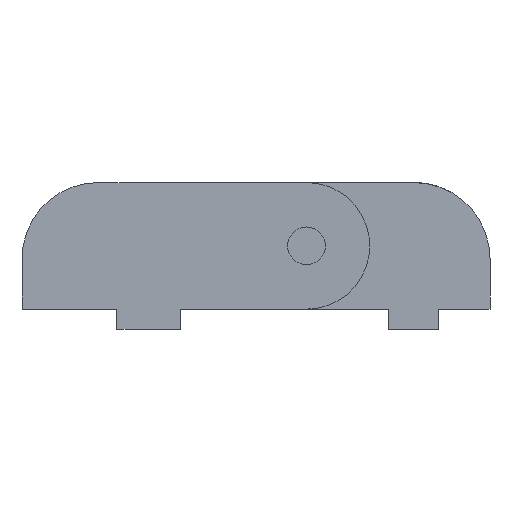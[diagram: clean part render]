
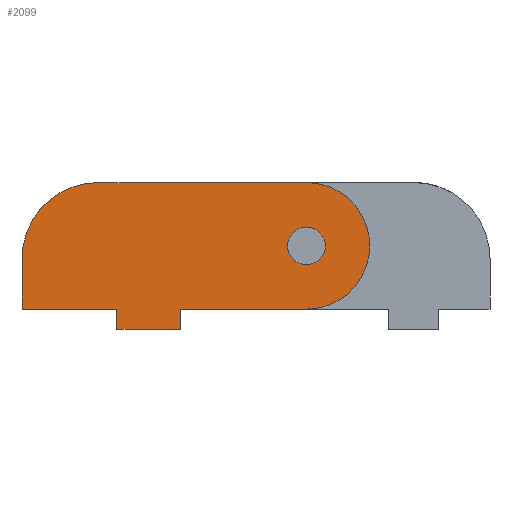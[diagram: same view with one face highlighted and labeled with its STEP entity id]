
A CAD part, front view. The second image highlights one B-rep face of the part: STEP entity #2099.
In plain terms, the highlighted planar face has unit normal (0, -1, 0).
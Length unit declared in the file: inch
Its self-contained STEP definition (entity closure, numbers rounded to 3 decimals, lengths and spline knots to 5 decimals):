
#1562=CARTESIAN_POINT('',(0.87325,-1.125,0.3125));
#1563=VERTEX_POINT('',#1562);
#1579=CARTESIAN_POINT('',(0.68675,-1.125,0.3125));
#1580=VERTEX_POINT('',#1579);
#1587=CARTESIAN_POINT('',(0.78,-1.125,0.3125));
#1588=DIRECTION('',(0.0,1.0,0.0));
#1589=DIRECTION('',(1.0,0.0,0.0));
#1590=AXIS2_PLACEMENT_3D('',#1587,#1588,#1589);
#1591=CIRCLE('',#1590,0.09325);
#1592=EDGE_CURVE('',#1563,#1580,#1591,.T.);
#1749=CARTESIAN_POINT('',(0.78,-1.125,0.3125));
#1750=DIRECTION('',(0.0,1.0,0.0));
#1751=DIRECTION('',(1.0,0.0,0.0));
#1752=AXIS2_PLACEMENT_3D('',#1749,#1750,#1751);
#1753=CIRCLE('',#1752,0.09325);
#1754=EDGE_CURVE('',#1580,#1563,#1753,.T.);
#1772=CARTESIAN_POINT('',(-0.625,-1.125,0.0));
#1773=VERTEX_POINT('',#1772);
#1774=CARTESIAN_POINT('',(-0.625,-1.125,0.25));
#1775=VERTEX_POINT('',#1774);
#1776=CARTESIAN_POINT('',(-0.625,-1.125,0.0));
#1777=DIRECTION('',(0.0,0.0,1.0));
#1778=VECTOR('',#1777,0.25);
#1779=LINE('',#1776,#1778);
#1780=EDGE_CURVE('',#1773,#1775,#1779,.T.);
#1812=CARTESIAN_POINT('',(-0.25,-1.125,0.625));
#1813=VERTEX_POINT('',#1812);
#1814=CARTESIAN_POINT('',(-0.25,-1.125,0.25));
#1815=DIRECTION('',(0.0,1.0,0.0));
#1816=DIRECTION('',(1.0,0.0,0.0));
#1817=AXIS2_PLACEMENT_3D('',#1814,#1815,#1816);
#1818=CIRCLE('',#1817,0.375);
#1819=EDGE_CURVE('',#1775,#1813,#1818,.T.);
#1845=CARTESIAN_POINT('',(0.78,-1.125,0.625));
#1846=VERTEX_POINT('',#1845);
#1847=CARTESIAN_POINT('',(-0.25,-1.125,0.625));
#1848=DIRECTION('',(1.0,0.0,0.0));
#1849=VECTOR('',#1848,1.03);
#1850=LINE('',#1847,#1849);
#1851=EDGE_CURVE('',#1813,#1846,#1850,.T.);
#1880=CARTESIAN_POINT('',(0.78,-1.125,0.));
#1881=VERTEX_POINT('',#1880);
#1882=CARTESIAN_POINT('',(0.78,-1.125,0.3125));
#1883=DIRECTION('',(0.0,1.0,0.0));
#1884=DIRECTION('',(1.0,0.0,0.0));
#1885=AXIS2_PLACEMENT_3D('',#1882,#1883,#1884);
#1886=CIRCLE('',#1885,0.3125);
#1887=EDGE_CURVE('',#1846,#1881,#1886,.T.);
#1913=CARTESIAN_POINT('',(0.156,-1.125,0.0));
#1914=VERTEX_POINT('',#1913);
#1915=CARTESIAN_POINT('',(0.78,-1.125,0.));
#1916=DIRECTION('',(-1.0,0.0,0.0));
#1917=VECTOR('',#1916,0.624);
#1918=LINE('',#1915,#1917);
#1919=EDGE_CURVE('',#1881,#1914,#1918,.T.);
#1944=CARTESIAN_POINT('',(0.156,-1.125,-0.1));
#1945=VERTEX_POINT('',#1944);
#1946=CARTESIAN_POINT('',(0.156,-1.125,0.0));
#1947=DIRECTION('',(0.0,0.0,-1.0));
#1948=VECTOR('',#1947,0.1);
#1949=LINE('',#1946,#1948);
#1950=EDGE_CURVE('',#1914,#1945,#1949,.T.);
#1975=CARTESIAN_POINT('',(-0.156,-1.125,-0.1));
#1976=VERTEX_POINT('',#1975);
#1977=CARTESIAN_POINT('',(0.156,-1.125,-0.1));
#1978=DIRECTION('',(-1.0,0.0,0.0));
#1979=VECTOR('',#1978,0.312);
#1980=LINE('',#1977,#1979);
#1981=EDGE_CURVE('',#1945,#1976,#1980,.T.);
#2010=CARTESIAN_POINT('',(-0.156,-1.125,0.0));
#2011=VERTEX_POINT('',#2010);
#2012=CARTESIAN_POINT('',(-0.156,-1.125,-0.1));
#2013=DIRECTION('',(0.0,0.0,1.0));
#2014=VECTOR('',#2013,0.1);
#2015=LINE('',#2012,#2014);
#2016=EDGE_CURVE('',#1976,#2011,#2015,.T.);
#2041=CARTESIAN_POINT('',(-0.156,-1.125,0.));
#2042=DIRECTION('',(-1.0,0.0,0.0));
#2043=VECTOR('',#2042,0.469);
#2044=LINE('',#2041,#2043);
#2045=EDGE_CURVE('',#2011,#1773,#2044,.T.);
#2079=CARTESIAN_POINT('',(-0.625,-1.125,0.0));
#2080=DIRECTION('',(0.0,-1.0,0.0));
#2081=DIRECTION('',(0.0,0.0,-1.0));
#2082=AXIS2_PLACEMENT_3D('',#2079,#2080,#2081);
#2083=PLANE('',#2082);
#2084=ORIENTED_EDGE('',*,*,#1780,.F.);
#2085=ORIENTED_EDGE('',*,*,#2045,.F.);
#2086=ORIENTED_EDGE('',*,*,#2016,.F.);
#2087=ORIENTED_EDGE('',*,*,#1981,.F.);
#2088=ORIENTED_EDGE('',*,*,#1950,.F.);
#2089=ORIENTED_EDGE('',*,*,#1919,.F.);
#2090=ORIENTED_EDGE('',*,*,#1887,.F.);
#2091=ORIENTED_EDGE('',*,*,#1851,.F.);
#2092=ORIENTED_EDGE('',*,*,#1819,.F.);
#2093=EDGE_LOOP('',(#2084,#2085,#2086,#2087,#2088,#2089,#2090,#2091,#2092));
#2094=FACE_OUTER_BOUND('',#2093,.T.);
#2095=ORIENTED_EDGE('',*,*,#1754,.T.);
#2096=ORIENTED_EDGE('',*,*,#1592,.T.);
#2097=EDGE_LOOP('',(#2095,#2096));
#2098=FACE_BOUND('',#2097,.T.);
#2099=ADVANCED_FACE('',(#2094,#2098),#2083,.T.);
